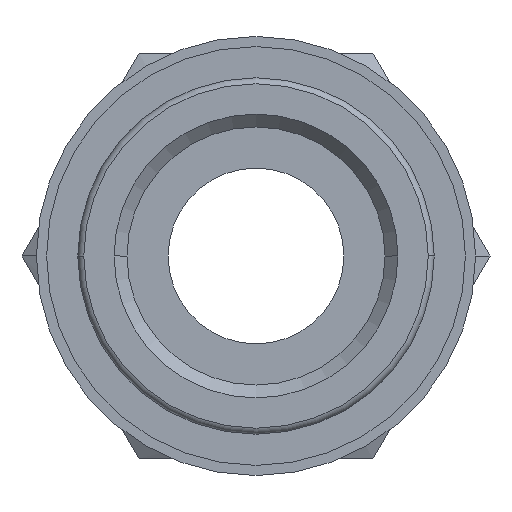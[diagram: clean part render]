
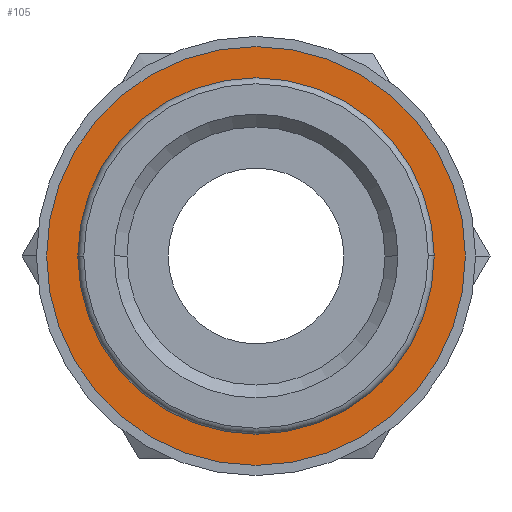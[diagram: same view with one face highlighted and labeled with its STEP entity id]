
A CAD part, front view. The second image highlights one B-rep face of the part: STEP entity #105.
In plain terms, the highlighted planar face has unit normal (0, -1, 0).
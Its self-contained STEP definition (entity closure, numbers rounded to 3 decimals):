
#105=ADVANCED_FACE('',(#261,#262),#263,.T.);
#261=FACE_BOUND('',#474,.T.);
#262=FACE_OUTER_BOUND('',#475,.T.);
#263=PLANE('',#476);
#474=EDGE_LOOP('',(#719,#720));
#475=EDGE_LOOP('',(#721,#722));
#476=AXIS2_PLACEMENT_3D('',#723,#724,#725);
#719=ORIENTED_EDGE('',*,*,#1222,.T.);
#720=ORIENTED_EDGE('',*,*,#1223,.T.);
#721=ORIENTED_EDGE('',*,*,#1224,.F.);
#722=ORIENTED_EDGE('',*,*,#1225,.F.);
#723=CARTESIAN_POINT('',(7.75,6.3,0.0));
#724=DIRECTION('',(-0.0,-1.0,-0.0));
#725=DIRECTION('',(-1.0,0.0,0.0));
#1222=EDGE_CURVE('',#1450,#1451,#1452,.T.);
#1223=EDGE_CURVE('',#1451,#1450,#1453,.T.);
#1224=EDGE_CURVE('',#1454,#1455,#1456,.T.);
#1225=EDGE_CURVE('',#1455,#1454,#1457,.T.);
#1450=VERTEX_POINT('',#1836);
#1451=VERTEX_POINT('',#1837);
#1452=CIRCLE('',#1838,12.75);
#1453=CIRCLE('',#1839,12.75);
#1454=VERTEX_POINT('',#1840);
#1455=VERTEX_POINT('',#1841);
#1456=CIRCLE('',#1842,15.5);
#1457=CIRCLE('',#1843,15.5);
#1836=CARTESIAN_POINT('',(-12.75,6.3,0.));
#1837=CARTESIAN_POINT('',(12.75,6.3,0.));
#1838=AXIS2_PLACEMENT_3D('',#2289,#2290,#2291);
#1839=AXIS2_PLACEMENT_3D('',#2292,#2293,#2294);
#1840=CARTESIAN_POINT('',(15.5,6.3,0.0));
#1841=CARTESIAN_POINT('',(-15.5,6.3,0.));
#1842=AXIS2_PLACEMENT_3D('',#2295,#2296,#2297);
#1843=AXIS2_PLACEMENT_3D('',#2298,#2299,#2300);
#2289=CARTESIAN_POINT('',(0.0,6.3,0.0));
#2290=DIRECTION('',(-0.0,1.0,0.0));
#2291=DIRECTION('',(1.0,0.0,0.0));
#2292=CARTESIAN_POINT('',(0.0,6.3,0.0));
#2293=DIRECTION('',(-0.0,1.0,0.0));
#2294=DIRECTION('',(1.0,0.0,0.0));
#2295=CARTESIAN_POINT('',(0.0,6.3,0.0));
#2296=DIRECTION('',(-0.0,1.0,0.0));
#2297=DIRECTION('',(1.0,0.0,0.0));
#2298=CARTESIAN_POINT('',(0.0,6.3,0.0));
#2299=DIRECTION('',(-0.0,1.0,0.0));
#2300=DIRECTION('',(1.0,0.0,0.0));
